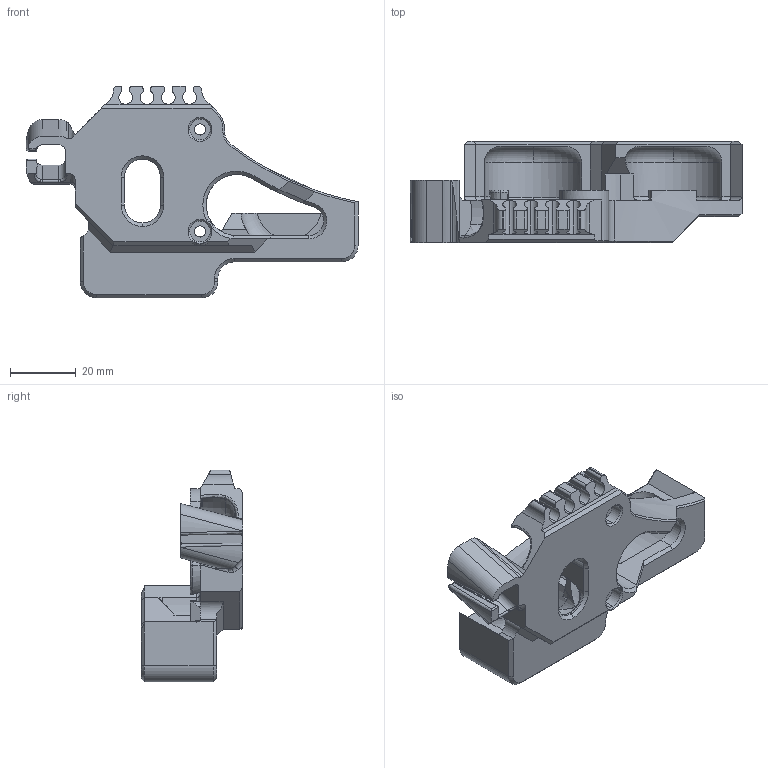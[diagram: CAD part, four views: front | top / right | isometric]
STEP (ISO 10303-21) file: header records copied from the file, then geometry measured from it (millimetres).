
FILE_DESCRIPTION (( 'STEP AP203' ), '1' );
FILE_NAME ('WireHarness03.STEP', '2014-08-03T20:17:03', ( '' ), ( '' ), 'SwSTEP 2.0', 'SolidWorks 2012', '' );
FILE_SCHEMA (( 'CONFIG_CONTROL_DESIGN' ));
Length unit declared in the file: millimetre
Products named in the file (1): WireHarness03
Bounding box: 101.28 x 31 x 64.66 mm (x, y, z)
Volume: 35166.3 mm3; surface area: 19038.2 mm2
Topology: 1 solids, 1 shells, 347 faces, 909 edges, 562 vertices
Faces by surface type: plane 108, cylinder 100, torus 66, cone 40, bspline 33
Entity records: 12218 total; most frequent: CARTESIAN_POINT 4137, ORIENTED_EDGE 1816, DIRECTION 1572, EDGE_CURVE 908, AXIS2_PLACEMENT_3D 609, VERTEX_POINT 562, LINE 354, VECTOR 354
